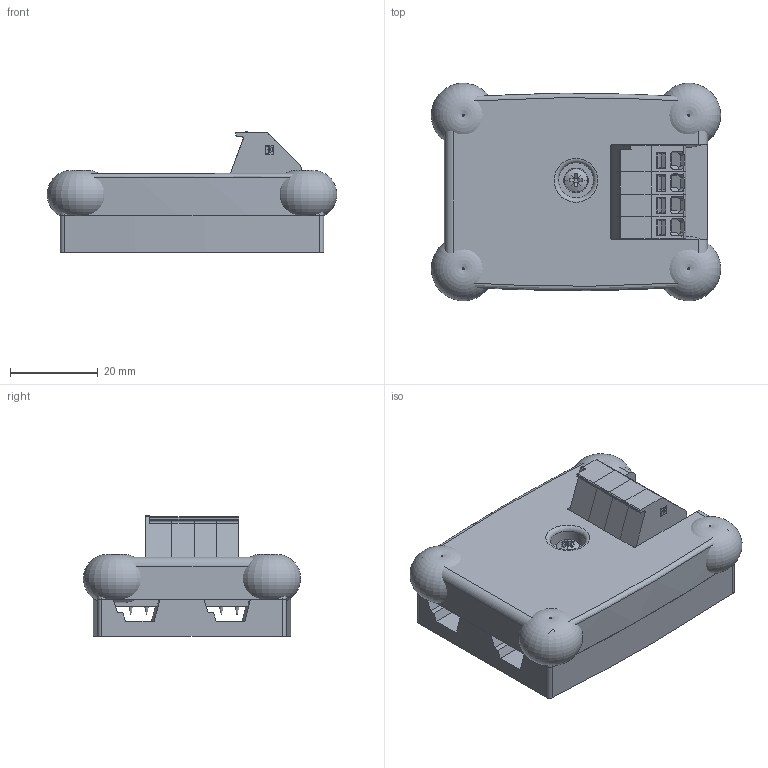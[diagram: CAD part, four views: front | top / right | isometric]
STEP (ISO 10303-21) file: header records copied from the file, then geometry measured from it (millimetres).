
FILE_DESCRIPTION(/* description */ ('Alibre Inc.'),/* implementation_level */ '2;1');
FILE_NAME(/* name */ 'export0',/* time_stamp */ '2016-04-04T13:05:11+02:00',/* author */ (''),/* organization */ (''),/* preprocessor_version */ 'ST-DEVELOPER v14',/* originating_system */ 'Alibre',/* authorisation */ '');
FILE_SCHEMA (('AUTOMOTIVE_DESIGN'));
Length unit declared in the file: millimetre
Products named in the file (8): 2; BENE INOX | 210216-3X30; ID_1
Bounding box: 66.01 x 49.53 x 27.5 mm (x, y, z)
Volume: 51825.3 mm3; surface area: 27357.4 mm2
Topology: 11 solids, 12 shells, 1097 faces, 2840 edges, 1866 vertices
Faces by surface type: plane 538, cylinder 394, cone 86, torus 49, bspline 24, sphere 6
Full cylindrical faces by diameter (mm): 3 x1, 3.18 x4, 3.2 x4, 3.5 x2, 6 x4, 8 x1
Entity records: 24653 total; most frequent: CARTESIAN_POINT 6564, ORIENTED_EDGE 3750, DIRECTION 3367, EDGE_CURVE 1875, AXIS2_PLACEMENT_3D 1321, VERTEX_POINT 1257, VECTOR 1147, LINE 1147
